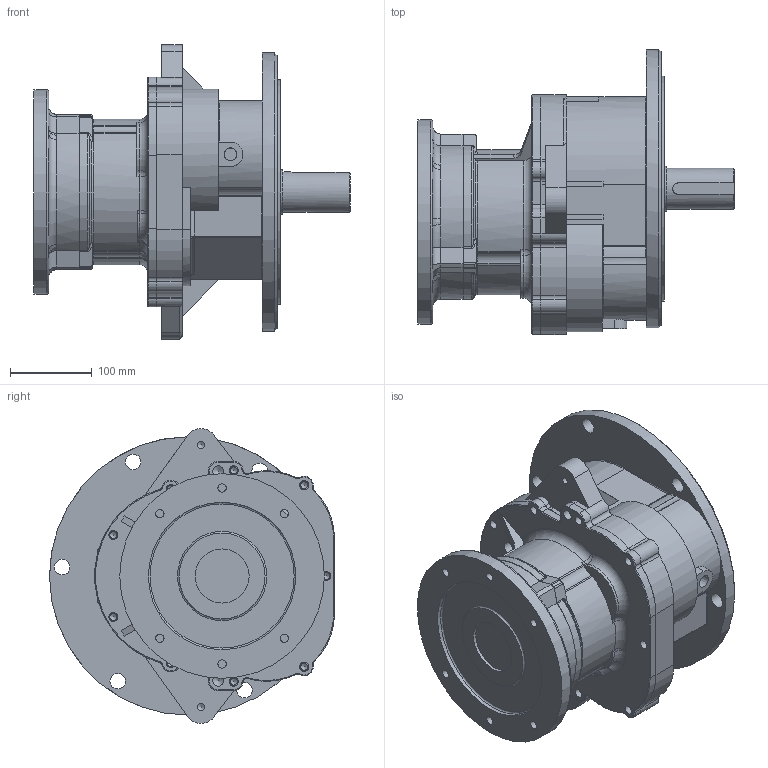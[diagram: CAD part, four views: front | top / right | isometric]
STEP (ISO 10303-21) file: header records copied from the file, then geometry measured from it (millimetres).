
FILE_DESCRIPTION (( 'STEP AP214' ), '1' );
FILE_NAME ('EK2DO07893H001_F1VF_2.2KW_R40.stp', '2022-07-04T05:24:40', ( 'Windows 餌辨濠' ), ( '' ), 'SwSTEP 2.0', 'SolidWorks 2021', '' );
FILE_SCHEMA (( 'AUTOMOTIVE_DESIGN' ));
Length unit declared in the file: millimetre
Products named in the file (5): EK2DO07893H001_F1VF_2.2KW_R40; DKA0102468_CASING; 18_2.2KW; DKA0800225_BRACKET; DKG1300340__2.2
Assembly tree (4 placements, depth 2):
  EK2DO07893H001_F1VF_2.2KW_R40
    DKA0102468_CASING
    18_2.2KW
    DKA0800225_BRACKET
    DKG1300340__2.2
Bounding box: 386 x 348 x 359.91 mm (x, y, z)
Volume: 12889811.9 mm3; surface area: 786822.3 mm2
Topology: 4 solids, 4 shells, 567 faces, 1509 edges, 951 vertices
Faces by surface type: cylinder 266, plane 151, torus 76, bspline 35, cone 29, sphere 10
Full cylindrical faces by diameter (mm): 2.7 x2, 6.8 x3, 8.5 x11, 9 x3, 10.2 x6, 11 x9, 13 x4, 19 x6, 50 x1, 55 x1, 66 x1, 180 x1, 250 x1, 255 x1, 275 x1, 340 x1
Entity records: 20298 total; most frequent: CARTESIAN_POINT 6161, DIRECTION 2970, ORIENTED_EDGE 2754, EDGE_CURVE 1377, AXIS2_PLACEMENT_3D 1227, VERTEX_POINT 904, EDGE_LOOP 707, CIRCLE 688
